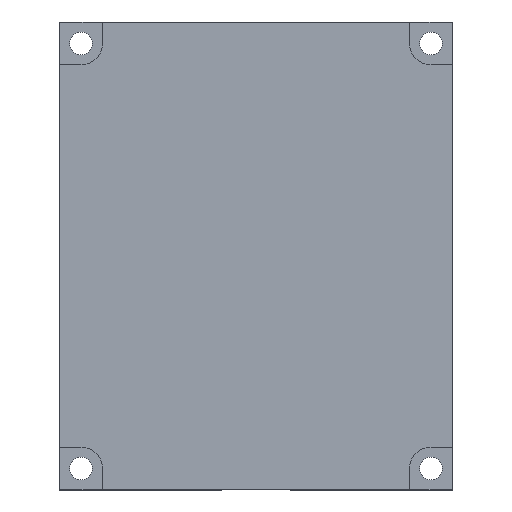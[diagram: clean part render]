
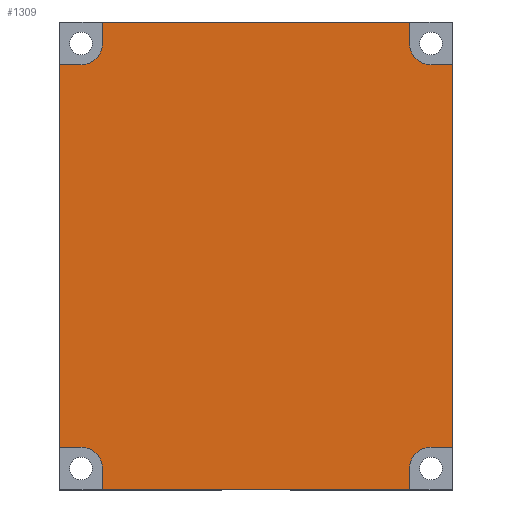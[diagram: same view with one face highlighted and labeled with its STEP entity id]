
A CAD part, top view. The second image highlights one B-rep face of the part: STEP entity #1309.
In plain terms, the highlighted planar face has unit normal (0, 0, 1).
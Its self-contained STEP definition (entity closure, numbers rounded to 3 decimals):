
#45=PLANE('',#1419);
#101=FACE_OUTER_BOUND('',#173,.T.);
#173=EDGE_LOOP('',(#1055,#1056,#1057,#1058,#1059,#1060,#1061,#1062,#1063,
#1064,#1065,#1066,#1067,#1068,#1069,#1070));
#249=LINE('',#1930,#403);
#262=LINE('',#1971,#416);
#267=LINE('',#1985,#421);
#272=LINE('',#1997,#426);
#276=LINE('',#2009,#430);
#280=LINE('',#2020,#434);
#285=LINE('',#2034,#439);
#290=LINE('',#2046,#444);
#293=LINE('',#2053,#447);
#307=LINE('',#2084,#461);
#308=LINE('',#2086,#462);
#309=LINE('',#2087,#463);
#403=VECTOR('',#1547,10.);
#416=VECTOR('',#1580,10.);
#421=VECTOR('',#1593,10.);
#426=VECTOR('',#1604,10.);
#430=VECTOR('',#1616,10.);
#434=VECTOR('',#1626,10.);
#439=VECTOR('',#1639,10.);
#444=VECTOR('',#1650,10.);
#447=VECTOR('',#1655,10.);
#461=VECTOR('',#1681,10.);
#462=VECTOR('',#1684,10.);
#463=VECTOR('',#1685,10.);
#537=CIRCLE('',#1392,3.);
#540=CIRCLE('',#1399,3.);
#543=CIRCLE('',#1406,3.);
#546=CIRCLE('',#1414,3.);
#597=VERTEX_POINT('',#1927);
#598=VERTEX_POINT('',#1929);
#615=VERTEX_POINT('',#1969);
#616=VERTEX_POINT('',#1970);
#619=VERTEX_POINT('',#1978);
#621=VERTEX_POINT('',#1984);
#625=VERTEX_POINT('',#1996);
#627=VERTEX_POINT('',#2002);
#629=VERTEX_POINT('',#2008);
#632=VERTEX_POINT('',#2018);
#633=VERTEX_POINT('',#2019);
#636=VERTEX_POINT('',#2027);
#638=VERTEX_POINT('',#2033);
#642=VERTEX_POINT('',#2045);
#644=VERTEX_POINT('',#2051);
#645=VERTEX_POINT('',#2052);
#735=EDGE_CURVE('',#598,#597,#249,.T.);
#754=EDGE_CURVE('',#615,#616,#262,.T.);
#758=EDGE_CURVE('',#619,#615,#537,.T.);
#761=EDGE_CURVE('',#621,#619,#267,.T.);
#767=EDGE_CURVE('',#625,#598,#272,.T.);
#770=EDGE_CURVE('',#627,#625,#540,.T.);
#773=EDGE_CURVE('',#629,#627,#276,.T.);
#778=EDGE_CURVE('',#632,#633,#280,.T.);
#782=EDGE_CURVE('',#636,#632,#543,.T.);
#785=EDGE_CURVE('',#638,#636,#285,.T.);
#791=EDGE_CURVE('',#597,#642,#290,.T.);
#794=EDGE_CURVE('',#644,#645,#293,.T.);
#798=EDGE_CURVE('',#642,#644,#546,.T.);
#811=EDGE_CURVE('',#616,#629,#307,.T.);
#812=EDGE_CURVE('',#645,#638,#308,.T.);
#813=EDGE_CURVE('',#633,#621,#309,.T.);
#1055=ORIENTED_EDGE('',*,*,#761,.T.);
#1056=ORIENTED_EDGE('',*,*,#758,.T.);
#1057=ORIENTED_EDGE('',*,*,#754,.T.);
#1058=ORIENTED_EDGE('',*,*,#811,.T.);
#1059=ORIENTED_EDGE('',*,*,#773,.T.);
#1060=ORIENTED_EDGE('',*,*,#770,.T.);
#1061=ORIENTED_EDGE('',*,*,#767,.T.);
#1062=ORIENTED_EDGE('',*,*,#735,.T.);
#1063=ORIENTED_EDGE('',*,*,#791,.T.);
#1064=ORIENTED_EDGE('',*,*,#798,.T.);
#1065=ORIENTED_EDGE('',*,*,#794,.T.);
#1066=ORIENTED_EDGE('',*,*,#812,.T.);
#1067=ORIENTED_EDGE('',*,*,#785,.T.);
#1068=ORIENTED_EDGE('',*,*,#782,.T.);
#1069=ORIENTED_EDGE('',*,*,#778,.T.);
#1070=ORIENTED_EDGE('',*,*,#813,.T.);
#1309=ADVANCED_FACE('',(#101),#45,.T.);
#1392=AXIS2_PLACEMENT_3D('',#1979,#1586,#1587);
#1399=AXIS2_PLACEMENT_3D('',#2003,#1609,#1610);
#1406=AXIS2_PLACEMENT_3D('',#2028,#1632,#1633);
#1414=AXIS2_PLACEMENT_3D('',#2060,#1661,#1662);
#1419=AXIS2_PLACEMENT_3D('',#2085,#1682,#1683);
#1547=DIRECTION('',(1.,0.,0.));
#1580=DIRECTION('',(-1.,0.,0.));
#1586=DIRECTION('center_axis',(0.,0.,-1.));
#1587=DIRECTION('ref_axis',(-1.,0.,0.));
#1593=DIRECTION('',(0.,-1.,0.));
#1604=DIRECTION('',(0.,-1.,0.));
#1609=DIRECTION('center_axis',(0.,0.,-1.));
#1610=DIRECTION('ref_axis',(-1.,0.,0.));
#1616=DIRECTION('',(1.,0.,0.));
#1626=DIRECTION('',(0.,1.,0.));
#1632=DIRECTION('center_axis',(0.,0.,-1.));
#1633=DIRECTION('ref_axis',(-1.,0.,0.));
#1639=DIRECTION('',(-1.,0.,0.));
#1650=DIRECTION('',(0.,1.,0.));
#1655=DIRECTION('',(1.,0.,0.));
#1661=DIRECTION('center_axis',(0.,0.,-1.));
#1662=DIRECTION('ref_axis',(-1.,0.,0.));
#1681=DIRECTION('',(0.,-1.,0.));
#1682=DIRECTION('center_axis',(0.,0.,1.));
#1683=DIRECTION('ref_axis',(1.,0.,0.));
#1684=DIRECTION('',(0.,1.,0.));
#1685=DIRECTION('',(-1.,0.,0.));
#1927=CARTESIAN_POINT('',(49.,0.,8.56));
#1929=CARTESIAN_POINT('',(6.,0.,8.56));
#1930=CARTESIAN_POINT('',(55.,0.,8.56));
#1969=CARTESIAN_POINT('',(3.,59.5,8.56));
#1970=CARTESIAN_POINT('',(0.,59.5,8.56));
#1971=CARTESIAN_POINT('',(15.25,59.5,8.56));
#1978=CARTESIAN_POINT('',(6.,62.5,8.56));
#1979=CARTESIAN_POINT('Origin',(3.,62.5,8.56));
#1984=CARTESIAN_POINT('',(6.,65.5,8.56));
#1985=CARTESIAN_POINT('',(6.,49.125,8.56));
#1996=CARTESIAN_POINT('',(6.,3.,8.56));
#1997=CARTESIAN_POINT('',(6.,17.875,8.56));
#2002=CARTESIAN_POINT('',(3.,6.,8.56));
#2003=CARTESIAN_POINT('Origin',(3.,3.,8.56));
#2008=CARTESIAN_POINT('',(0.,6.,8.56));
#2009=CARTESIAN_POINT('',(13.75,6.,8.56));
#2018=CARTESIAN_POINT('',(49.,62.5,8.56));
#2019=CARTESIAN_POINT('',(49.,65.5,8.56));
#2020=CARTESIAN_POINT('',(49.,47.625,8.56));
#2027=CARTESIAN_POINT('',(52.,59.5,8.56));
#2028=CARTESIAN_POINT('Origin',(52.,62.5,8.56));
#2033=CARTESIAN_POINT('',(55.,59.5,8.56));
#2034=CARTESIAN_POINT('',(41.25,59.5,8.56));
#2045=CARTESIAN_POINT('',(49.,3.,8.56));
#2046=CARTESIAN_POINT('',(49.,16.375,8.56));
#2051=CARTESIAN_POINT('',(52.,6.,8.56));
#2052=CARTESIAN_POINT('',(55.,6.,8.56));
#2053=CARTESIAN_POINT('',(39.75,6.,8.56));
#2060=CARTESIAN_POINT('Origin',(52.,3.,8.56));
#2084=CARTESIAN_POINT('',(0.,0.,8.56));
#2085=CARTESIAN_POINT('Origin',(27.5,32.75,8.56));
#2086=CARTESIAN_POINT('',(55.,65.5,8.56));
#2087=CARTESIAN_POINT('',(0.,65.5,8.56));
